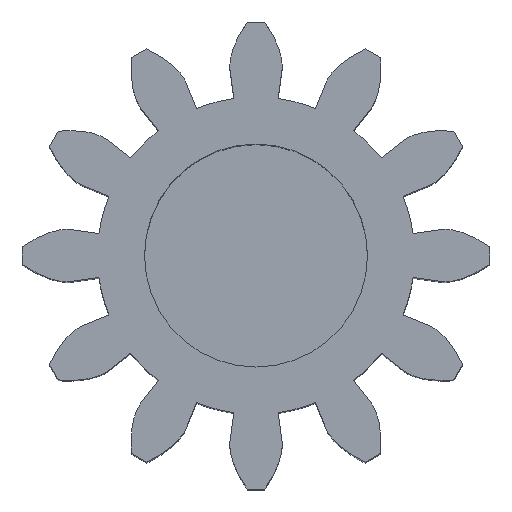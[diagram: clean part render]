
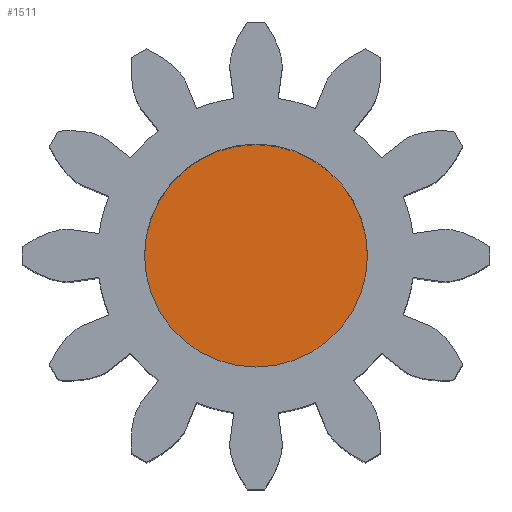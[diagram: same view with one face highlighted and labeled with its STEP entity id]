
A CAD part, top view. The second image highlights one B-rep face of the part: STEP entity #1511.
In plain terms, the highlighted planar face has unit normal (0, 0, 1).
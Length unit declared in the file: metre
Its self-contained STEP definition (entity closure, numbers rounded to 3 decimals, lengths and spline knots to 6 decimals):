
#51=PLANE('',#1606);
#849=ORIENTED_EDGE('',*,*,#1073,.F.);
#1073=EDGE_CURVE('',#1222,#1222,#1251,.T.);
#1222=VERTEX_POINT('',#3687);
#1251=CIRCLE('',#1605,0.002365);
#1332=EDGE_LOOP('',(#849));
#1416=FACE_BOUND('',#1332,.T.);
#1511=ADVANCED_FACE('',(#1416),#51,.F.);
#1605=AXIS2_PLACEMENT_3D('',#3686,#1912,#1913);
#1606=AXIS2_PLACEMENT_3D('',#3688,#1914,#1915);
#1912=DIRECTION('',(0.,0.,-1.));
#1913=DIRECTION('',(-1.,0.,0.));
#1914=DIRECTION('',(0.,0.,-1.));
#1915=DIRECTION('',(-1.,0.,0.));
#3686=CARTESIAN_POINT('',(0.,-0.0005,-0.0121));
#3687=CARTESIAN_POINT('',(-0.002365,-0.0005,-0.0121));
#3688=CARTESIAN_POINT('',(0.,0.008,-0.0121));
